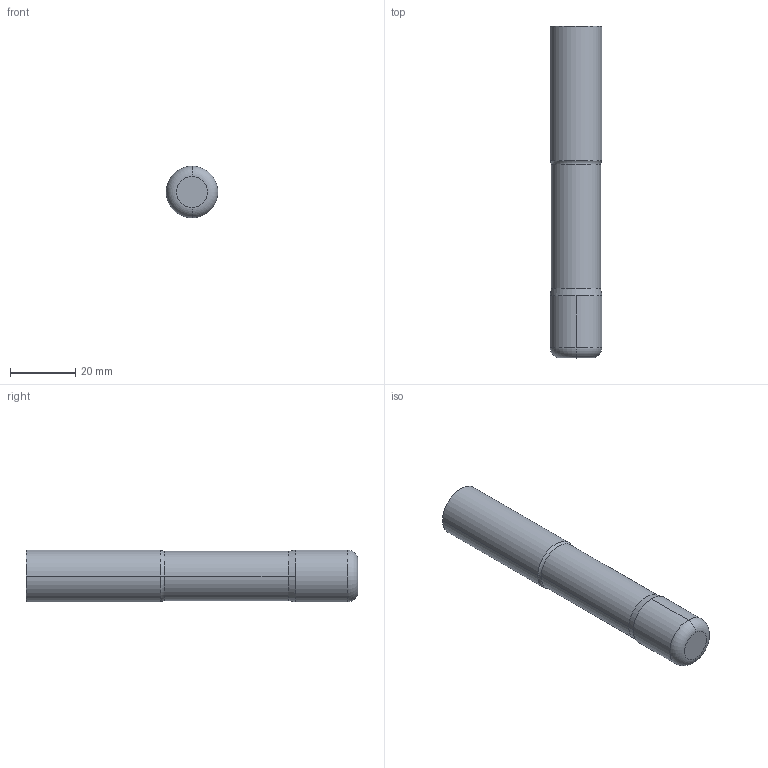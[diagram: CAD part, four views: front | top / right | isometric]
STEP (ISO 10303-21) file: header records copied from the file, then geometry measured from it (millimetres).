
FILE_DESCRIPTION (( 'STEP AP214' ), '1' );
FILE_NAME ('46490.STEP', '2023-06-29T21:25:23', ( '' ), ( '' ), 'SwSTEP 2.0', 'SolidWorks 2023', '' );
FILE_SCHEMA (( 'AUTOMOTIVE_DESIGN' ));
Length unit declared in the file: inch
Products named in the file (1): 46490
Bounding box: 15.88 x 101.6 x 15.88 mm (x, y, z)
Volume: 19225.4 mm3; surface area: 5691.5 mm2
Topology: 2 solids, 2 shells, 16 faces, 28 edges, 16 vertices
Faces by surface type: cylinder 6, torus 4, plane 4, cone 2
Entity records: 504 total; most frequent: DIRECTION 82, CARTESIAN_POINT 61, ORIENTED_EDGE 56, AXIS2_PLACEMENT_3D 37, EDGE_CURVE 28, CIRCLE 20, FACE_OUTER_BOUND 16, ADVANCED_FACE 16
